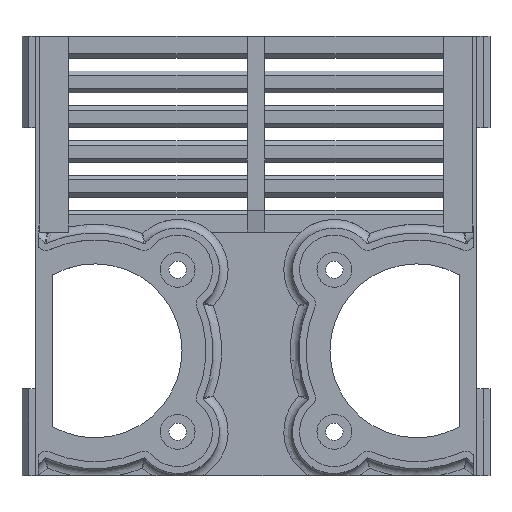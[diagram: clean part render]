
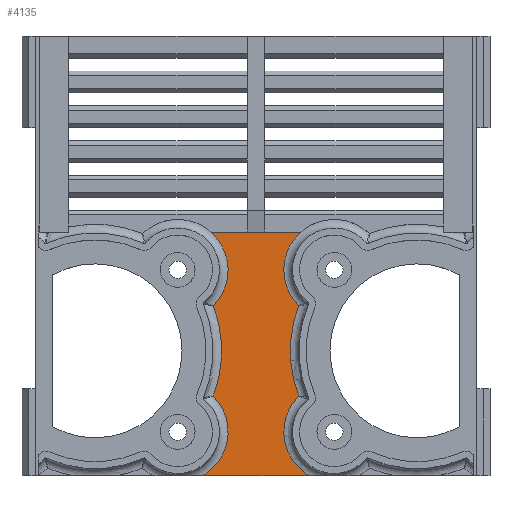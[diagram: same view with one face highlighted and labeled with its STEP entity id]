
A CAD part, top view. The second image highlights one B-rep face of the part: STEP entity #4135.
In plain terms, the highlighted planar face has unit normal (0, 0, 1).
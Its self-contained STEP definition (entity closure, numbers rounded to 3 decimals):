
#193=CIRCLE('',#4373,11.6);
#196=CIRCLE('',#4377,11.6);
#197=CIRCLE('',#4378,29.1);
#198=CIRCLE('',#4379,11.6);
#199=CIRCLE('',#4380,11.6);
#200=CIRCLE('',#4381,29.1);
#391=FACE_OUTER_BOUND('',#612,.T.);
#612=EDGE_LOOP('',(#2996,#2997,#2998,#2999,#3000,#3001,#3002,#3003));
#982=LINE('',#6290,#1412);
#983=LINE('',#6298,#1413);
#1412=VECTOR('',#5008,10.);
#1413=VECTOR('',#5015,10.);
#1811=VERTEX_POINT('',#6252);
#1812=VERTEX_POINT('',#6257);
#1816=VERTEX_POINT('',#6289);
#1817=VERTEX_POINT('',#6291);
#1818=VERTEX_POINT('',#6293);
#1819=VERTEX_POINT('',#6295);
#1820=VERTEX_POINT('',#6297);
#1821=VERTEX_POINT('',#6299);
#2269=EDGE_CURVE('',#1811,#1812,#193,.T.);
#2274=EDGE_CURVE('',#1811,#1816,#982,.T.);
#2275=EDGE_CURVE('',#1817,#1816,#196,.T.);
#2276=EDGE_CURVE('',#1818,#1817,#197,.T.);
#2277=EDGE_CURVE('',#1819,#1818,#198,.T.);
#2278=EDGE_CURVE('',#1819,#1820,#983,.T.);
#2279=EDGE_CURVE('',#1821,#1820,#199,.T.);
#2280=EDGE_CURVE('',#1812,#1821,#200,.T.);
#2996=ORIENTED_EDGE('',*,*,#2274,.T.);
#2997=ORIENTED_EDGE('',*,*,#2275,.F.);
#2998=ORIENTED_EDGE('',*,*,#2276,.F.);
#2999=ORIENTED_EDGE('',*,*,#2277,.F.);
#3000=ORIENTED_EDGE('',*,*,#2278,.T.);
#3001=ORIENTED_EDGE('',*,*,#2279,.F.);
#3002=ORIENTED_EDGE('',*,*,#2280,.F.);
#3003=ORIENTED_EDGE('',*,*,#2269,.F.);
#4000=PLANE('',#4376);
#4135=ADVANCED_FACE('',(#391),#4000,.T.);
#4373=AXIS2_PLACEMENT_3D('',#6258,#5000,#5001);
#4376=AXIS2_PLACEMENT_3D('',#6288,#5006,#5007);
#4377=AXIS2_PLACEMENT_3D('',#6292,#5009,#5010);
#4378=AXIS2_PLACEMENT_3D('',#6294,#5011,#5012);
#4379=AXIS2_PLACEMENT_3D('',#6296,#5013,#5014);
#4380=AXIS2_PLACEMENT_3D('',#6300,#5016,#5017);
#4381=AXIS2_PLACEMENT_3D('',#6301,#5018,#5019);
#5000=DIRECTION('center_axis',(0.,0.,1.));
#5001=DIRECTION('ref_axis',(-0.714,0.7,0.));
#5006=DIRECTION('center_axis',(0.,0.,1.));
#5007=DIRECTION('ref_axis',(1.,0.,0.));
#5008=DIRECTION('',(-1.,0.,0.));
#5009=DIRECTION('center_axis',(0.,0.,1.));
#5010=DIRECTION('ref_axis',(0.714,0.7,0.));
#5011=DIRECTION('center_axis',(0.,0.,1.));
#5012=DIRECTION('ref_axis',(1.,0.,0.));
#5013=DIRECTION('center_axis',(0.,0.,1.));
#5014=DIRECTION('ref_axis',(0.714,-0.7,0.));
#5015=DIRECTION('',(1.,0.,0.));
#5016=DIRECTION('center_axis',(0.,0.,1.));
#5017=DIRECTION('ref_axis',(-0.714,-0.7,0.));
#5018=DIRECTION('center_axis',(0.,0.,1.));
#5019=DIRECTION('ref_axis',(-1.,0.,0.));
#6252=CARTESIAN_POINT('',(10.302,56.,2.885));
#6257=CARTESIAN_POINT('',(9.814,39.09,2.885));
#6258=CARTESIAN_POINT('Origin',(17.993,47.316,2.885));
#6288=CARTESIAN_POINT('Origin',(-51.,0.,2.885));
#6289=CARTESIAN_POINT('',(-10.316,56.,2.885));
#6290=CARTESIAN_POINT('',(-20.342,56.,2.885));
#6291=CARTESIAN_POINT('',(-9.828,39.09,2.885));
#6292=CARTESIAN_POINT('Origin',(-18.007,47.316,2.885));
#6293=CARTESIAN_POINT('',(-9.828,18.295,2.885));
#6294=CARTESIAN_POINT('Origin',(-37.007,28.693,2.885));
#6295=CARTESIAN_POINT('',(-12.249,0.,2.885));
#6296=CARTESIAN_POINT('Origin',(-18.007,10.07,2.885));
#6297=CARTESIAN_POINT('',(12.234,0.,2.885));
#6298=CARTESIAN_POINT('',(-51.,0.,2.885));
#6299=CARTESIAN_POINT('',(9.814,18.295,2.885));
#6300=CARTESIAN_POINT('Origin',(17.993,10.07,2.885));
#6301=CARTESIAN_POINT('Origin',(36.993,28.693,2.885));
